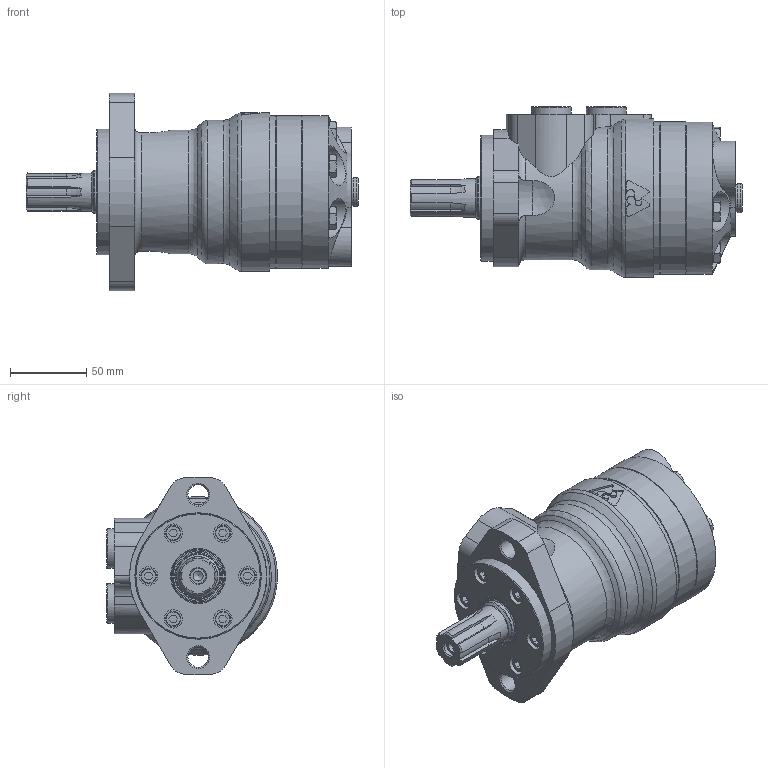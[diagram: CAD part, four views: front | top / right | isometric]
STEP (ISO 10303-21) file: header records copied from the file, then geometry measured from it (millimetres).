
FILE_DESCRIPTION(/* description */ ('STEP AP214'),/* implementation_level */ '2;1');
FILE_NAME(/* name */ 'MRE100SHUP',/* time_stamp */ '2023-02-13T14:21:55+01:00',/* author */ ('License CC BY-ND 4.0'),/* organization */ ('CADENAS'),/* preprocessor_version */ 'ST-DEVELOPER v18.102',/* originating_system */ 'PARTsolutions',/* authorisation */ ' ');
FILE_SCHEMA (('AUTOMOTIVE_DESIGN {1 0 10303 214 3 1 1}'));
Length unit declared in the file: millimetre
Products named in the file (7): MRE100SHUP; MREF; MR100D; MRVP; MPFMF; MPSHSH; MREB
Assembly tree (6 placements, depth 2):
  MRE100SHUP
    MREF
    MR100D
    MRVP
    MPFMF
    MPSHSH
    MREB
Bounding box: 217.7 x 112 x 129.82 mm (x, y, z)
Volume: 1184205.3 mm3; surface area: 153109.4 mm2
Topology: 6 solids, 6 shells, 436 faces, 998 edges, 622 vertices
Faces by surface type: plane 218, cylinder 108, cone 82, torus 26, sphere 2
Full cylindrical faces by diameter (mm): 2 x2, 6.647 x5, 10 x7, 11.9 x5, 12 x8, 13 x5, 13.35 x2, 15.5 x5, 18 x1, 18.631 x2, 19 x1, 25.32 x1, 26 x2, 28.56 x1, 29 x1, 32.6 x1, 35 x1, 82.3 x1, 82.5 x1, 82.55 x1, 100 x3, 104 x1
Entity records: 12136 total; most frequent: CARTESIAN_POINT 2685, DIRECTION 1929, ORIENTED_EDGE 1754, EDGE_CURVE 877, AXIS2_PLACEMENT_3D 780, VERTEX_POINT 612, FACE_BOUND 601, EDGE_LOOP 592
